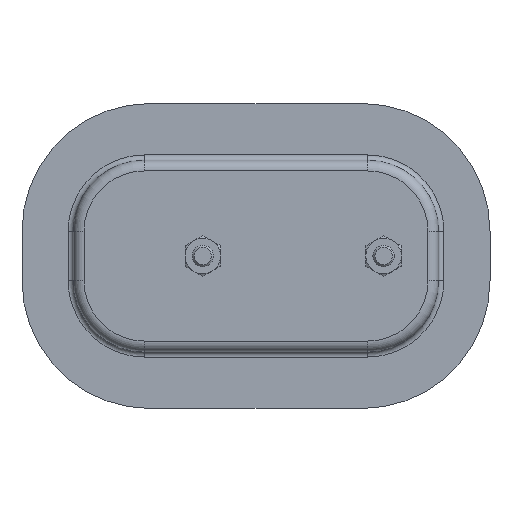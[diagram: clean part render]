
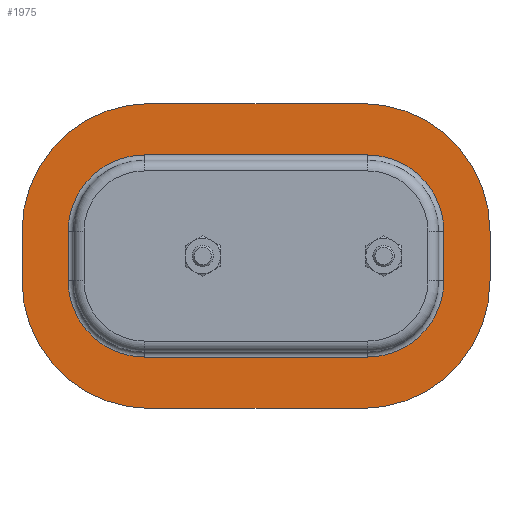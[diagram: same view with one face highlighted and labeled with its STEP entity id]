
A CAD part, front view. The second image highlights one B-rep face of the part: STEP entity #1975.
In plain terms, the highlighted planar face has unit normal (0, -1, 0).
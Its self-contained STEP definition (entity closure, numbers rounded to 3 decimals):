
#407 = EDGE_CURVE ( 'NONE', #3227, #3214, #3655, .T. ) ;
#408 = EDGE_CURVE ( 'NONE', #1762, #3227, #3378, .T. ) ;
#409 = EDGE_CURVE ( 'NONE', #3214, #3152, #3379, .T. ) ;
#410 = EDGE_CURVE ( 'NONE', #3152, #1773, #3651, .T. ) ;
#411 = EDGE_CURVE ( 'NONE', #1773, #3150, #3380, .T. ) ;
#412 = EDGE_CURVE ( 'NONE', #3150, #3149, #3654, .T. ) ;
#413 = EDGE_CURVE ( 'NONE', #3149, #3135, #3381, .T. ) ;
#414 = EDGE_CURVE ( 'NONE', #2673, #1763, #3382, .T. ) ;
#415 = EDGE_CURVE ( 'NONE', #3135, #1762, #3643, .T. ) ;
#416 = EDGE_CURVE ( 'NONE', #1763, #2672, #3647, .T. ) ;
#417 = EDGE_CURVE ( 'NONE', #3145, #2673, #3639, .T. ) ;
#418 = EDGE_CURVE ( 'NONE', #3159, #3145, #3383, .T. ) ;
#419 = EDGE_CURVE ( 'NONE', #1769, #3159, #3636, .T. ) ;
#420 = EDGE_CURVE ( 'NONE', #1774, #1769, #3384, .T. ) ;
#421 = EDGE_CURVE ( 'NONE', #1749, #1774, #3632, .T. ) ;
#818 = EDGE_LOOP ( 'NONE', ( #1037, #1034, #1009, #1027, #1038, #1025, #1031, #1039 ) ) ;
#1009 = ORIENTED_EDGE ( 'NONE', *, *, #409, .T. ) ;
#1011 = ORIENTED_EDGE ( 'NONE', *, *, #414, .F. ) ;
#1014 = ORIENTED_EDGE ( 'NONE', *, *, #419, .F. ) ;
#1020 = ORIENTED_EDGE ( 'NONE', *, *, #417, .F. ) ;
#1021 = ORIENTED_EDGE ( 'NONE', *, *, #420, .F. ) ;
#1025 = ORIENTED_EDGE ( 'NONE', *, *, #412, .T. ) ;
#1027 = ORIENTED_EDGE ( 'NONE', *, *, #410, .T. ) ;
#1029 = ORIENTED_EDGE ( 'NONE', *, *, #2644, .F. ) ;
#1031 = ORIENTED_EDGE ( 'NONE', *, *, #413, .T. ) ;
#1033 = ORIENTED_EDGE ( 'NONE', *, *, #416, .F. ) ;
#1034 = ORIENTED_EDGE ( 'NONE', *, *, #407, .T. ) ;
#1035 = ORIENTED_EDGE ( 'NONE', *, *, #421, .F. ) ;
#1036 = ORIENTED_EDGE ( 'NONE', *, *, #418, .F. ) ;
#1037 = ORIENTED_EDGE ( 'NONE', *, *, #408, .T. ) ;
#1038 = ORIENTED_EDGE ( 'NONE', *, *, #411, .T. ) ;
#1039 = ORIENTED_EDGE ( 'NONE', *, *, #415, .T. ) ;
#1075 = PLANE ( 'NONE',  #1245 ) ;
#1076 = CARTESIAN_POINT ( 'NONE',  ( -30., 8., -7. ) ) ;
#1077 = DIRECTION ( 'NONE',  ( 0., 1., 0. ) ) ;
#1078 = DIRECTION ( 'NONE',  ( 0., 0., 1. ) ) ;
#1245 = AXIS2_PLACEMENT_3D ( 'NONE', #1076, #1077, #1078 ) ;
#1273 = CARTESIAN_POINT ( 'NONE',  ( 66., 8., -7. ) ) ;
#1274 = CARTESIAN_POINT ( 'NONE',  ( 30., 8., 7. ) ) ;
#1277 = CARTESIAN_POINT ( 'NONE',  ( -30., 8., 7. ) ) ;
#1278 = DIRECTION ( 'NONE',  ( 0., 1., 0. ) ) ;
#1280 = DIRECTION ( 'NONE',  ( 0., 0., 1. ) ) ;
#1287 = DIRECTION ( 'NONE',  ( 0., 0., -1. ) ) ;
#1288 = DIRECTION ( 'NONE',  ( 0., 0., 1. ) ) ;
#1289 = DIRECTION ( 'NONE',  ( 0., 1., 0. ) ) ;
#1290 = DIRECTION ( 'NONE',  ( 1., 0., 0. ) ) ;
#1291 = CARTESIAN_POINT ( 'NONE',  ( -30., 8., 43. ) ) ;
#1293 = DIRECTION ( 'NONE',  ( 0., 0., -1. ) ) ;
#1294 = DIRECTION ( 'NONE',  ( 0., 1., 0. ) ) ;
#1295 = CARTESIAN_POINT ( 'NONE',  ( 30., 8., -7. ) ) ;
#1296 = DIRECTION ( 'NONE',  ( 0., 0., 1. ) ) ;
#1297 = DIRECTION ( 'NONE',  ( 0., 1., 0. ) ) ;
#1298 = CARTESIAN_POINT ( 'NONE',  ( -30., 8., -7. ) ) ;
#1299 = DIRECTION ( 'NONE',  ( 0., 0., 1. ) ) ;
#1319 = CARTESIAN_POINT ( 'NONE',  ( 31.5, 8., 7. ) ) ;
#1326 = DIRECTION ( 'NONE',  ( 0., 1., 0. ) ) ;
#1499 = VECTOR ( 'NONE', #1831, 1000. ) ;
#1581 = DIRECTION ( 'NONE',  ( -1., 0., 0. ) ) ;
#1584 = CARTESIAN_POINT ( 'NONE',  ( -53., 8., 7. ) ) ;
#1585 = CARTESIAN_POINT ( 'NONE',  ( 31.5, 8., -7. ) ) ;
#1586 = DIRECTION ( 'NONE',  ( 0., 1., 0. ) ) ;
#1591 = CARTESIAN_POINT ( 'NONE',  ( -31.5, 8., 7. ) ) ;
#1593 = DIRECTION ( 'NONE',  ( 0., 0., 1. ) ) ;
#1594 = DIRECTION ( 'NONE',  ( 0., 0., 1. ) ) ;
#1595 = DIRECTION ( 'NONE',  ( 0., 1., 0. ) ) ;
#1596 = CARTESIAN_POINT ( 'NONE',  ( -31.5, 8., -7. ) ) ;
#1597 = DIRECTION ( 'NONE',  ( 0., 0., 1. ) ) ;
#1605 = CARTESIAN_POINT ( 'NONE',  ( -30., 8., -43. ) ) ;
#1615 = DIRECTION ( 'NONE',  ( 0., 0., -1. ) ) ;
#1617 = DIRECTION ( 'NONE',  ( -1., 0., 0. ) ) ;
#1619 = CARTESIAN_POINT ( 'NONE',  ( -31.5, 8., -28.5 ) ) ;
#1628 = CARTESIAN_POINT ( 'NONE',  ( 53., 8., -7. ) ) ;
#1630 = DIRECTION ( 'NONE',  ( 0., 0., 1. ) ) ;
#1631 = DIRECTION ( 'NONE',  ( 0., 1., 0. ) ) ;
#1632 = CARTESIAN_POINT ( 'NONE',  ( -30., 8., 28.5 ) ) ;
#1633 = DIRECTION ( 'NONE',  ( 1., 0., 0. ) ) ;
#1749 = VERTEX_POINT ( 'NONE', #3050 ) ;
#1762 = VERTEX_POINT ( 'NONE', #3057 ) ;
#1763 = VERTEX_POINT ( 'NONE', #3058 ) ;
#1769 = VERTEX_POINT ( 'NONE', #3064 ) ;
#1773 = VERTEX_POINT ( 'NONE', #3068 ) ;
#1774 = VERTEX_POINT ( 'NONE', #3069 ) ;
#1830 = CARTESIAN_POINT ( 'NONE',  ( -66., 8., -7. ) ) ;
#1831 = DIRECTION ( 'NONE',  ( 0., 0., 1. ) ) ;
#1975 = ADVANCED_FACE ( 'NONE', ( #2245, #2246 ), #1075, .F. ) ;
#2245 = FACE_BOUND ( 'NONE', #818, .T. ) ;
#2246 = FACE_OUTER_BOUND ( 'NONE', #2696, .T. ) ;
#2277 = LINE ( 'NONE', #1830, #1499 ) ;
#2335 = CARTESIAN_POINT ( 'NONE',  ( -66., 8., -7. ) ) ;
#2336 = CARTESIAN_POINT ( 'NONE',  ( 30., 8., -43. ) ) ;
#2339 = CARTESIAN_POINT ( 'NONE',  ( 31.5, 8., 28.5 ) ) ;
#2349 = CARTESIAN_POINT ( 'NONE',  ( 66., 8., -7. ) ) ;
#2353 = CARTESIAN_POINT ( 'NONE',  ( -31.5, 8., 28.5 ) ) ;
#2354 = CARTESIAN_POINT ( 'NONE',  ( -53., 8., 7. ) ) ;
#2356 = CARTESIAN_POINT ( 'NONE',  ( -31.5, 8., -28.5 ) ) ;
#2363 = CARTESIAN_POINT ( 'NONE',  ( 66., 8., 7. ) ) ;
#2418 = CARTESIAN_POINT ( 'NONE',  ( 31.5, 8., -28.5 ) ) ;
#2431 = CARTESIAN_POINT ( 'NONE',  ( 53., 8., -7. ) ) ;
#2644 = EDGE_CURVE ( 'NONE', #2672, #1749, #2277, .T. ) ;
#2672 = VERTEX_POINT ( 'NONE', #2335 ) ;
#2673 = VERTEX_POINT ( 'NONE', #2336 ) ;
#2696 = EDGE_LOOP ( 'NONE', ( #1033, #1011, #1020, #1036, #1014, #1021, #1035, #1029 ) ) ;
#3050 = CARTESIAN_POINT ( 'NONE',  ( -66., 8., 7. ) ) ;
#3057 = CARTESIAN_POINT ( 'NONE',  ( 53., 8., 7. ) ) ;
#3058 = CARTESIAN_POINT ( 'NONE',  ( -30., 8., -43. ) ) ;
#3064 = CARTESIAN_POINT ( 'NONE',  ( 30., 8., 43. ) ) ;
#3068 = CARTESIAN_POINT ( 'NONE',  ( -53., 8., -7. ) ) ;
#3069 = CARTESIAN_POINT ( 'NONE',  ( -30., 8., 43. ) ) ;
#3135 = VERTEX_POINT ( 'NONE', #2339 ) ;
#3145 = VERTEX_POINT ( 'NONE', #2349 ) ;
#3149 = VERTEX_POINT ( 'NONE', #2353 ) ;
#3150 = VERTEX_POINT ( 'NONE', #2354 ) ;
#3152 = VERTEX_POINT ( 'NONE', #2356 ) ;
#3159 = VERTEX_POINT ( 'NONE', #2363 ) ;
#3214 = VERTEX_POINT ( 'NONE', #2418 ) ;
#3227 = VERTEX_POINT ( 'NONE', #2431 ) ;
#3378 = LINE ( 'NONE', #1628, #3650 ) ;
#3379 = LINE ( 'NONE', #1619, #3649 ) ;
#3380 = LINE ( 'NONE', #1584, #3646 ) ;
#3381 = LINE ( 'NONE', #1632, #3644 ) ;
#3382 = LINE ( 'NONE', #1605, #3642 ) ;
#3383 = LINE ( 'NONE', #1273, #3635 ) ;
#3384 = LINE ( 'NONE', #1291, #3631 ) ;
#3630 = AXIS2_PLACEMENT_3D ( 'NONE', #1277, #1278, #1280 ) ;
#3631 = VECTOR ( 'NONE', #1290, 1000. ) ;
#3632 = CIRCLE ( 'NONE', #3630, 36. ) ;
#3634 = AXIS2_PLACEMENT_3D ( 'NONE', #1274, #1289, #1288 ) ;
#3635 = VECTOR ( 'NONE', #1287, 1000. ) ;
#3636 = CIRCLE ( 'NONE', #3634, 36. ) ;
#3638 = AXIS2_PLACEMENT_3D ( 'NONE', #1295, #1294, #1293 ) ;
#3639 = CIRCLE ( 'NONE', #3638, 36. ) ;
#3640 = AXIS2_PLACEMENT_3D ( 'NONE', #1298, #1297, #1296 ) ;
#3641 = AXIS2_PLACEMENT_3D ( 'NONE', #1319, #1326, #1299 ) ;
#3642 = VECTOR ( 'NONE', #1581, 1000. ) ;
#3643 = CIRCLE ( 'NONE', #3641, 21.5 ) ;
#3644 = VECTOR ( 'NONE', #1633, 1000. ) ;
#3645 = AXIS2_PLACEMENT_3D ( 'NONE', #1591, #1631, #1630 ) ;
#3646 = VECTOR ( 'NONE', #1593, 1000. ) ;
#3647 = CIRCLE ( 'NONE', #3640, 36. ) ;
#3648 = AXIS2_PLACEMENT_3D ( 'NONE', #1596, #1595, #1597 ) ;
#3649 = VECTOR ( 'NONE', #1617, 1000. ) ;
#3650 = VECTOR ( 'NONE', #1615, 1000. ) ;
#3651 = CIRCLE ( 'NONE', #3648, 21.5 ) ;
#3652 = AXIS2_PLACEMENT_3D ( 'NONE', #1585, #1586, #1594 ) ;
#3654 = CIRCLE ( 'NONE', #3645, 21.5 ) ;
#3655 = CIRCLE ( 'NONE', #3652, 21.5 ) ;
